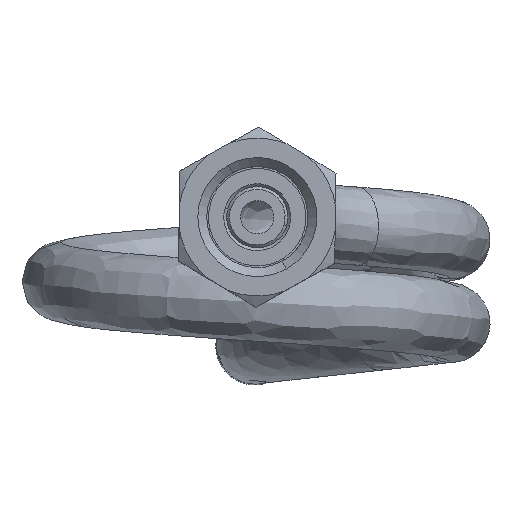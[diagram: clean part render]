
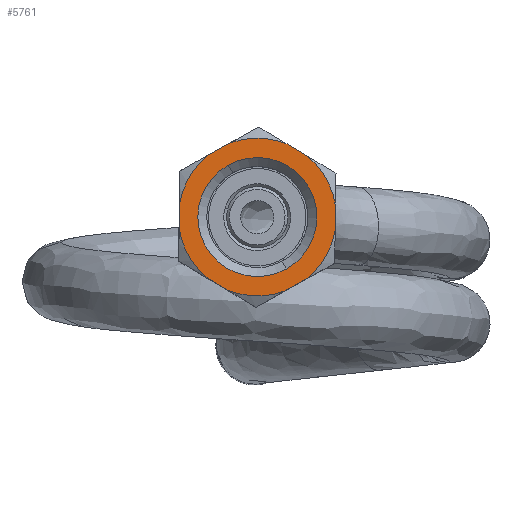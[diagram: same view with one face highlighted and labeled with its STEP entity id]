
A CAD part, top view. The second image highlights one B-rep face of the part: STEP entity #5761.
In plain terms, the highlighted planar face has unit normal (0.001, 0, 1).
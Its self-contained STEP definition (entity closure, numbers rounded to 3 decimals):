
#125 = VERTEX_POINT ( 'NONE', #2189 ) ;
#145 = DIRECTION ( 'NONE',  ( 0., 0., 1. ) ) ;
#393 = VERTEX_POINT ( 'NONE', #5924 ) ;
#420 = ORIENTED_EDGE ( 'NONE', *, *, #4335, .T. ) ;
#471 = VECTOR ( 'NONE', #5071, 1000. ) ;
#506 = VERTEX_POINT ( 'NONE', #794 ) ;
#715 = AXIS2_PLACEMENT_3D ( 'NONE', #9474, #7989, #5036 ) ;
#777 = AXIS2_PLACEMENT_3D ( 'NONE', #2629, #4845, #9318 ) ;
#786 = DIRECTION ( 'NONE',  ( 1., 0., 0. ) ) ;
#794 = CARTESIAN_POINT ( 'NONE',  ( 8.872, -11.044, 25. ) ) ;
#877 = ORIENTED_EDGE ( 'NONE', *, *, #3587, .F. ) ;
#938 = DIRECTION ( 'NONE',  ( 1., 0., 0. ) ) ;
#1196 = CIRCLE ( 'NONE', #7517, 14.166 ) ;
#1542 = DIRECTION ( 'NONE',  ( 1., 0., 0. ) ) ;
#1603 = CARTESIAN_POINT ( 'NONE',  ( 0., 0., 25. ) ) ;
#1664 = LINE ( 'NONE', #3682, #8241 ) ;
#1728 = DIRECTION ( 'NONE',  ( 1., 0., 0. ) ) ;
#1876 = CIRCLE ( 'NONE', #715, 14.166 ) ;
#1927 = DIRECTION ( 'NONE',  ( 1., 0., 0. ) ) ;
#1985 = FACE_BOUND ( 'NONE', #6936, .T. ) ;
#2084 = ORIENTED_EDGE ( 'NONE', *, *, #9552, .T. ) ;
#2156 = CARTESIAN_POINT ( 'NONE',  ( 14., 8.083, 25. ) ) ;
#2182 = DIRECTION ( 'NONE',  ( 0., 0., -1. ) ) ;
#2189 = CARTESIAN_POINT ( 'NONE',  ( 14., -2.161, 25. ) ) ;
#2223 = LINE ( 'NONE', #3969, #5446 ) ;
#2263 = ORIENTED_EDGE ( 'NONE', *, *, #3646, .F. ) ;
#2273 = CARTESIAN_POINT ( 'NONE',  ( -8.872, 11.044, 25. ) ) ;
#2353 = LINE ( 'NONE', #6925, #8124 ) ;
#2381 = ORIENTED_EDGE ( 'NONE', *, *, #5755, .T. ) ;
#2481 = VERTEX_POINT ( 'NONE', #3948 ) ;
#2629 = CARTESIAN_POINT ( 'NONE',  ( 0., 0., 25. ) ) ;
#2639 = CARTESIAN_POINT ( 'NONE',  ( -10.68, 0., 25. ) ) ;
#2668 = DIRECTION ( 'NONE',  ( 0.866, 0.5, 0. ) ) ;
#2875 = AXIS2_PLACEMENT_3D ( 'NONE', #6338, #8541, #1927 ) ;
#2877 = VERTEX_POINT ( 'NONE', #2273 ) ;
#2916 = DIRECTION ( 'NONE',  ( 1., 0., 0. ) ) ;
#3040 = CARTESIAN_POINT ( 'NONE',  ( 0., 0., 25. ) ) ;
#3056 = DIRECTION ( 'NONE',  ( 0., 0., -1. ) ) ;
#3103 = CARTESIAN_POINT ( 'NONE',  ( -14., -2.161, 25. ) ) ;
#3234 = CARTESIAN_POINT ( 'NONE',  ( -14., 2.161, 25. ) ) ;
#3357 = EDGE_CURVE ( 'NONE', #393, #4908, #1196, .T. ) ;
#3384 = ORIENTED_EDGE ( 'NONE', *, *, #5575, .F. ) ;
#3587 = EDGE_CURVE ( 'NONE', #4226, #4891, #4762, .T. ) ;
#3628 = VERTEX_POINT ( 'NONE', #7089 ) ;
#3646 = EDGE_CURVE ( 'NONE', #3628, #5824, #5109, .T. ) ;
#3674 = AXIS2_PLACEMENT_3D ( 'NONE', #1603, #5139, #2916 ) ;
#3682 = CARTESIAN_POINT ( 'NONE',  ( -14., 8.083, 25. ) ) ;
#3699 = DIRECTION ( 'NONE',  ( 1., 0., 0. ) ) ;
#3738 = ORIENTED_EDGE ( 'NONE', *, *, #8117, .T. ) ;
#3948 = CARTESIAN_POINT ( 'NONE',  ( 10.68, 0., 25. ) ) ;
#3969 = CARTESIAN_POINT ( 'NONE',  ( -14., -8.083, 25. ) ) ;
#4183 = FACE_OUTER_BOUND ( 'NONE', #4669, .T. ) ;
#4226 = VERTEX_POINT ( 'NONE', #4665 ) ;
#4325 = ORIENTED_EDGE ( 'NONE', *, *, #6953, .F. ) ;
#4335 = EDGE_CURVE ( 'NONE', #8794, #2481, #6739, .T. ) ;
#4486 = AXIS2_PLACEMENT_3D ( 'NONE', #4579, #145, #1728 ) ;
#4560 = CARTESIAN_POINT ( 'NONE',  ( 5.128, 13.205, 25. ) ) ;
#4579 = CARTESIAN_POINT ( 'NONE',  ( 14., 8.083, 25. ) ) ;
#4665 = CARTESIAN_POINT ( 'NONE',  ( -5.128, 13.205, 25. ) ) ;
#4669 = EDGE_LOOP ( 'NONE', ( #4889, #5124, #3384, #2084, #877, #8555, #4325, #2381, #2263, #3738, #7386, #9553 ) ) ;
#4762 = CIRCLE ( 'NONE', #777, 14.166 ) ;
#4845 = DIRECTION ( 'NONE',  ( 0., 0., -1. ) ) ;
#4873 = DIRECTION ( 'NONE',  ( 0., 1., 0. ) ) ;
#4889 = ORIENTED_EDGE ( 'NONE', *, *, #5398, .F. ) ;
#4891 = VERTEX_POINT ( 'NONE', #4560 ) ;
#4908 = VERTEX_POINT ( 'NONE', #5243 ) ;
#4952 = LINE ( 'NONE', #2156, #471 ) ;
#5036 = DIRECTION ( 'NONE',  ( -1., 0., 0. ) ) ;
#5071 = DIRECTION ( 'NONE',  ( -0.866, 0.5, 0. ) ) ;
#5109 = CIRCLE ( 'NONE', #2875, 14.166 ) ;
#5124 = ORIENTED_EDGE ( 'NONE', *, *, #9227, .T. ) ;
#5135 = EDGE_CURVE ( 'NONE', #4226, #2877, #2353, .T. ) ;
#5139 = DIRECTION ( 'NONE',  ( 0., 0., -1. ) ) ;
#5243 = CARTESIAN_POINT ( 'NONE',  ( -5.128, -13.205, 25. ) ) ;
#5398 = EDGE_CURVE ( 'NONE', #125, #506, #5570, .T. ) ;
#5446 = VECTOR ( 'NONE', #5488, 1000. ) ;
#5488 = DIRECTION ( 'NONE',  ( 0.866, -0.5, 0. ) ) ;
#5518 = EDGE_CURVE ( 'NONE', #2481, #8794, #7776, .T. ) ;
#5570 = CIRCLE ( 'NONE', #7955, 14.166 ) ;
#5575 = EDGE_CURVE ( 'NONE', #8489, #7277, #5799, .T. ) ;
#5755 = EDGE_CURVE ( 'NONE', #5937, #5824, #1664, .T. ) ;
#5761 = ADVANCED_FACE ( 'NONE', ( #4183, #1985 ), #9086, .T. ) ;
#5797 = CARTESIAN_POINT ( 'NONE',  ( 8.872, 11.044, 25. ) ) ;
#5799 = CIRCLE ( 'NONE', #3674, 14.166 ) ;
#5824 = VERTEX_POINT ( 'NONE', #3103 ) ;
#5924 = CARTESIAN_POINT ( 'NONE',  ( 5.128, -13.205, 25. ) ) ;
#5937 = VERTEX_POINT ( 'NONE', #3234 ) ;
#6338 = CARTESIAN_POINT ( 'NONE',  ( 0., 0., 25. ) ) ;
#6480 = VECTOR ( 'NONE', #4873, 1000. ) ;
#6739 = CIRCLE ( 'NONE', #8208, 10.68 ) ;
#6843 = DIRECTION ( 'NONE',  ( 0., 0., -1. ) ) ;
#6864 = DIRECTION ( 'NONE',  ( -0.866, -0.5, 0. ) ) ;
#6925 = CARTESIAN_POINT ( 'NONE',  ( 0., 16.166, 25. ) ) ;
#6936 = EDGE_LOOP ( 'NONE', ( #8008, #420 ) ) ;
#6953 = EDGE_CURVE ( 'NONE', #5937, #2877, #1876, .T. ) ;
#7035 = CARTESIAN_POINT ( 'NONE',  ( 0., -16.166, 25. ) ) ;
#7089 = CARTESIAN_POINT ( 'NONE',  ( -8.872, -11.044, 25. ) ) ;
#7277 = VERTEX_POINT ( 'NONE', #8868 ) ;
#7290 = VECTOR ( 'NONE', #2668, 1000. ) ;
#7380 = CARTESIAN_POINT ( 'NONE',  ( 0., 0., 25. ) ) ;
#7386 = ORIENTED_EDGE ( 'NONE', *, *, #3357, .F. ) ;
#7398 = CARTESIAN_POINT ( 'NONE',  ( 0., 0., 25. ) ) ;
#7465 = DIRECTION ( 'NONE',  ( 0., 0., -1. ) ) ;
#7517 = AXIS2_PLACEMENT_3D ( 'NONE', #7380, #3056, #3699 ) ;
#7643 = CARTESIAN_POINT ( 'NONE',  ( 0., 0., 25. ) ) ;
#7776 = CIRCLE ( 'NONE', #8337, 10.68 ) ;
#7955 = AXIS2_PLACEMENT_3D ( 'NONE', #7398, #7465, #1542 ) ;
#7960 = CARTESIAN_POINT ( 'NONE',  ( 14., -8.083, 25. ) ) ;
#7989 = DIRECTION ( 'NONE',  ( 0., 0., -1. ) ) ;
#8008 = ORIENTED_EDGE ( 'NONE', *, *, #5518, .T. ) ;
#8115 = LINE ( 'NONE', #7960, #6480 ) ;
#8117 = EDGE_CURVE ( 'NONE', #3628, #4908, #2223, .T. ) ;
#8124 = VECTOR ( 'NONE', #6864, 1000. ) ;
#8208 = AXIS2_PLACEMENT_3D ( 'NONE', #7643, #6843, #938 ) ;
#8220 = DIRECTION ( 'NONE',  ( 0., -1., 0. ) ) ;
#8241 = VECTOR ( 'NONE', #8220, 1000. ) ;
#8244 = EDGE_CURVE ( 'NONE', #393, #506, #9490, .T. ) ;
#8337 = AXIS2_PLACEMENT_3D ( 'NONE', #3040, #2182, #786 ) ;
#8489 = VERTEX_POINT ( 'NONE', #5797 ) ;
#8541 = DIRECTION ( 'NONE',  ( 0., 0., -1. ) ) ;
#8555 = ORIENTED_EDGE ( 'NONE', *, *, #5135, .T. ) ;
#8794 = VERTEX_POINT ( 'NONE', #2639 ) ;
#8868 = CARTESIAN_POINT ( 'NONE',  ( 14., 2.161, 25. ) ) ;
#9086 = PLANE ( 'NONE',  #4486 ) ;
#9227 = EDGE_CURVE ( 'NONE', #125, #7277, #8115, .T. ) ;
#9318 = DIRECTION ( 'NONE',  ( 1., 0., 0. ) ) ;
#9474 = CARTESIAN_POINT ( 'NONE',  ( 0., 0., 25. ) ) ;
#9490 = LINE ( 'NONE', #7035, #7290 ) ;
#9552 = EDGE_CURVE ( 'NONE', #8489, #4891, #4952, .T. ) ;
#9553 = ORIENTED_EDGE ( 'NONE', *, *, #8244, .T. ) ;
